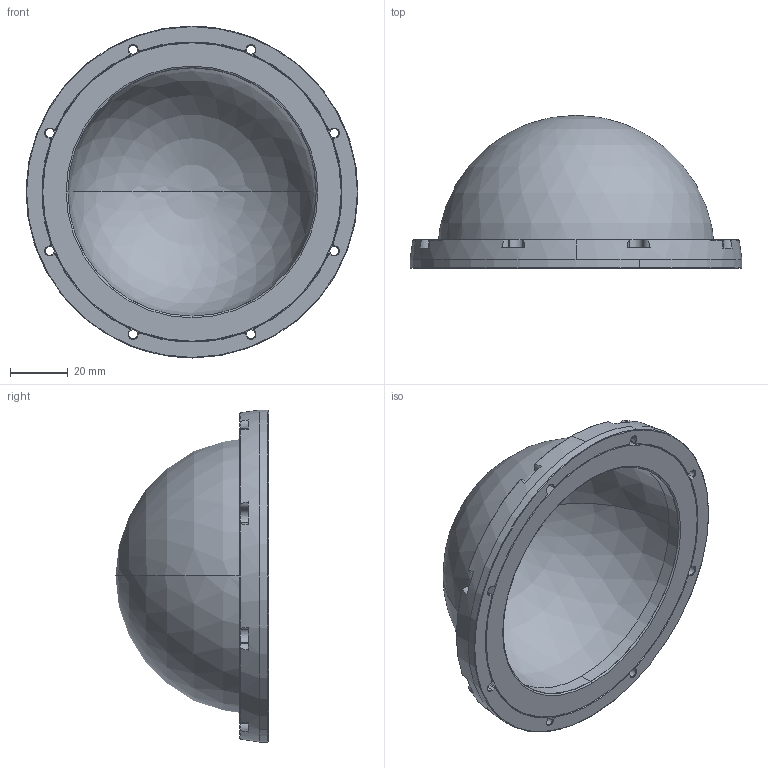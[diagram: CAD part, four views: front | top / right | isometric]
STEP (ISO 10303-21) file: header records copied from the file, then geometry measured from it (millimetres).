
FILE_DESCRIPTION (( 'STEP AP203' ), '1' );
FILE_NAME ('14010803-1150.STEP', '2023-11-27T07:49:11', ( '' ), ( '' ), 'SwSTEP 2.0', 'SolidWorks 2022', '' );
FILE_SCHEMA (( 'CONFIG_CONTROL_DESIGN' ));
Length unit declared in the file: millimetre
Products named in the file (1): 14010803-1150
Bounding box: 114.97 x 53 x 115 mm (x, y, z)
Volume: 100200 mm3; surface area: 45036.7 mm2
Topology: 2 solids, 2 shells, 257 faces, 699 edges, 438 vertices
Faces by surface type: cone 94, plane 78, cylinder 75, torus 6, sphere 4
Entity records: 8842 total; most frequent: CARTESIAN_POINT 2243, DIRECTION 1405, ORIENTED_EDGE 1386, EDGE_CURVE 693, AXIS2_PLACEMENT_3D 558, VERTEX_POINT 436, CIRCLE 300, LINE 289
